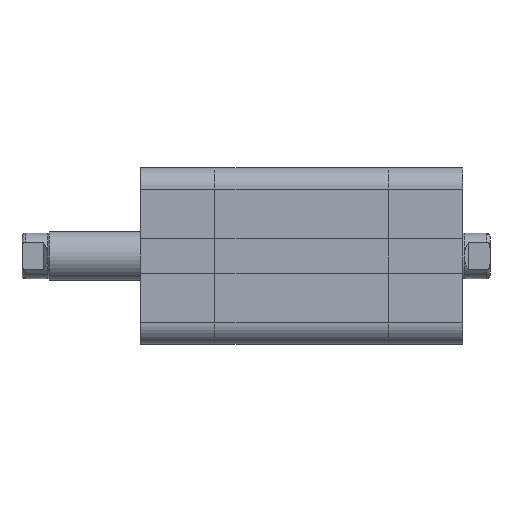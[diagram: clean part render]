
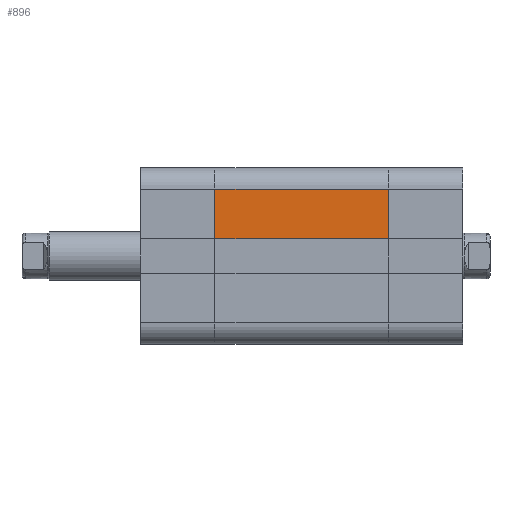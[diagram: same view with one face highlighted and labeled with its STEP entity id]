
A CAD part, front view. The second image highlights one B-rep face of the part: STEP entity #896.
In plain terms, the highlighted planar face has unit normal (0, -1, 0).
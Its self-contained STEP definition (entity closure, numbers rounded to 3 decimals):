
#64 = EDGE_CURVE ( 'NONE', #745, #764, #5804, .T. ) ;
#95 = EDGE_CURVE ( 'NONE', #788, #738, #5812, .T. ) ;
#154 = EDGE_CURVE ( 'NONE', #764, #738, #3316, .T. ) ;
#289 = DIRECTION ( 'NONE',  ( 1., 0., 0. ) ) ;
#400 = DIRECTION ( 'NONE',  ( 1., 0., 0. ) ) ;
#402 = CARTESIAN_POINT ( 'NONE',  ( -11., -14.5, 0. ) ) ;
#431 = CARTESIAN_POINT ( 'NONE',  ( -2.85, -14.5, -28.5 ) ) ;
#433 = CARTESIAN_POINT ( 'NONE',  ( -11., -14.5, 0. ) ) ;
#461 = CARTESIAN_POINT ( 'NONE',  ( -11., -14.5, -28.5 ) ) ;
#469 = CARTESIAN_POINT ( 'NONE',  ( -2.85, -14.5, 0. ) ) ;
#597 = DIRECTION ( 'NONE',  ( 0., 0., 1. ) ) ;
#601 = CARTESIAN_POINT ( 'NONE',  ( -2.85, -14.5, -28.5 ) ) ;
#611 = CARTESIAN_POINT ( 'NONE',  ( -11., -14.5, -28.5 ) ) ;
#738 = VERTEX_POINT ( 'NONE', #469 ) ;
#745 = VERTEX_POINT ( 'NONE', #461 ) ;
#764 = VERTEX_POINT ( 'NONE', #431 ) ;
#788 = VERTEX_POINT ( 'NONE', #402 ) ;
#896 = ADVANCED_FACE ( 'NONE', ( #3354 ), #1113, .T. ) ;
#1113 = PLANE ( 'NONE',  #5134 ) ;
#1116 = CARTESIAN_POINT ( 'NONE',  ( -11., -14.5, -28.5 ) ) ;
#1122 = DIRECTION ( 'NONE',  ( 0., -1., 0. ) ) ;
#1123 = DIRECTION ( 'NONE',  ( 0., 0., -1. ) ) ;
#2968 = LINE ( 'NONE', #3680, #2979 ) ;
#2979 = VECTOR ( 'NONE', #3687, 1000. ) ;
#3305 = VECTOR ( 'NONE', #597, 1000. ) ;
#3316 = LINE ( 'NONE', #601, #3305 ) ;
#3354 = FACE_OUTER_BOUND ( 'NONE', #4716, .T. ) ;
#3680 = CARTESIAN_POINT ( 'NONE',  ( -11., -14.5, -28.5 ) ) ;
#3687 = DIRECTION ( 'NONE',  ( 0., 0., 1. ) ) ;
#4716 = EDGE_LOOP ( 'NONE', ( #5469, #5530, #5563, #5479 ) ) ;
#5042 = EDGE_CURVE ( 'NONE', #745, #788, #2968, .T. ) ;
#5134 = AXIS2_PLACEMENT_3D ( 'NONE', #1116, #1122, #1123 ) ;
#5469 = ORIENTED_EDGE ( 'NONE', *, *, #154, .T. ) ;
#5479 = ORIENTED_EDGE ( 'NONE', *, *, #64, .T. ) ;
#5530 = ORIENTED_EDGE ( 'NONE', *, *, #95, .F. ) ;
#5563 = ORIENTED_EDGE ( 'NONE', *, *, #5042, .F. ) ;
#5717 = VECTOR ( 'NONE', #289, 1000. ) ;
#5779 = VECTOR ( 'NONE', #400, 1000. ) ;
#5804 = LINE ( 'NONE', #611, #5717 ) ;
#5812 = LINE ( 'NONE', #433, #5779 ) ;
